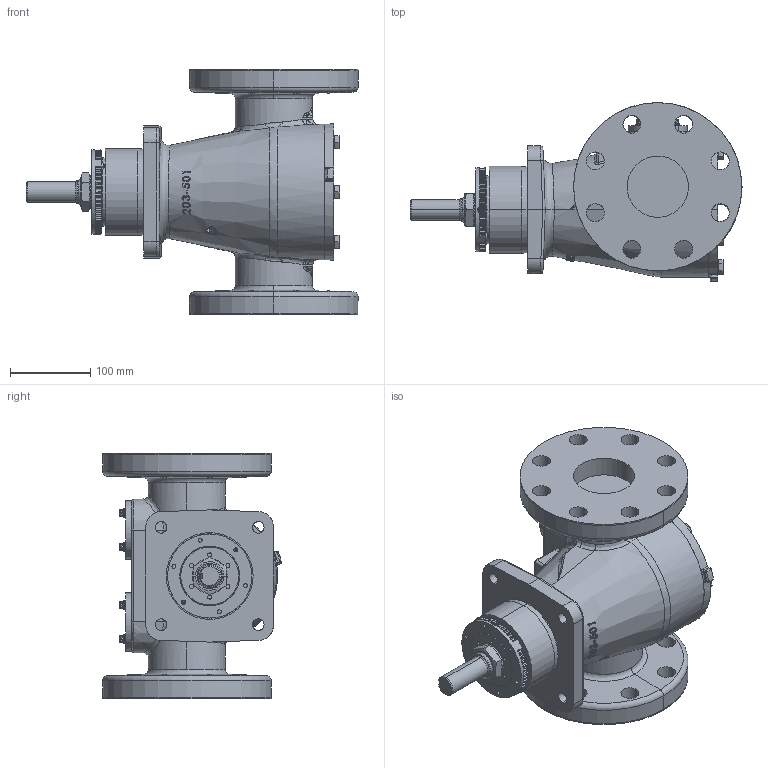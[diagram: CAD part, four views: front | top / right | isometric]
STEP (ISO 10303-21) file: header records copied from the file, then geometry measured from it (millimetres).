
FILE_DESCRIPTION (( 'STEP AP214' ), '1' );
FILE_NAME ('AV-953.STEP', '2019-05-24T18:55:08', ( '' ), ( '' ), 'SwSTEP 2.0', 'SolidWorks 2018', '' );
FILE_SCHEMA (( 'AUTOMOTIVE_DESIGN' ));
Length unit declared in the file: inch
Products named in the file (1): AV-953
Bounding box: 412.79 x 222.44 x 304.8 mm (x, y, z)
Volume: 7678916.6 mm3; surface area: 442955.4 mm2
Topology: 1 solids, 1 shells, 2188 faces, 5638 edges, 3609 vertices
Faces by surface type: plane 1071, cylinder 496, bspline 343, cone 200, torus 58, sphere 20
Entity records: 111227 total; most frequent: CARTESIAN_POINT 41485, ORIENTED_EDGE 11220, DIRECTION 9284, EDGE_CURVE 5610, VERTEX_POINT 3608, AXIS2_PLACEMENT_3D 3322, VECTOR 2640, LINE 2640
